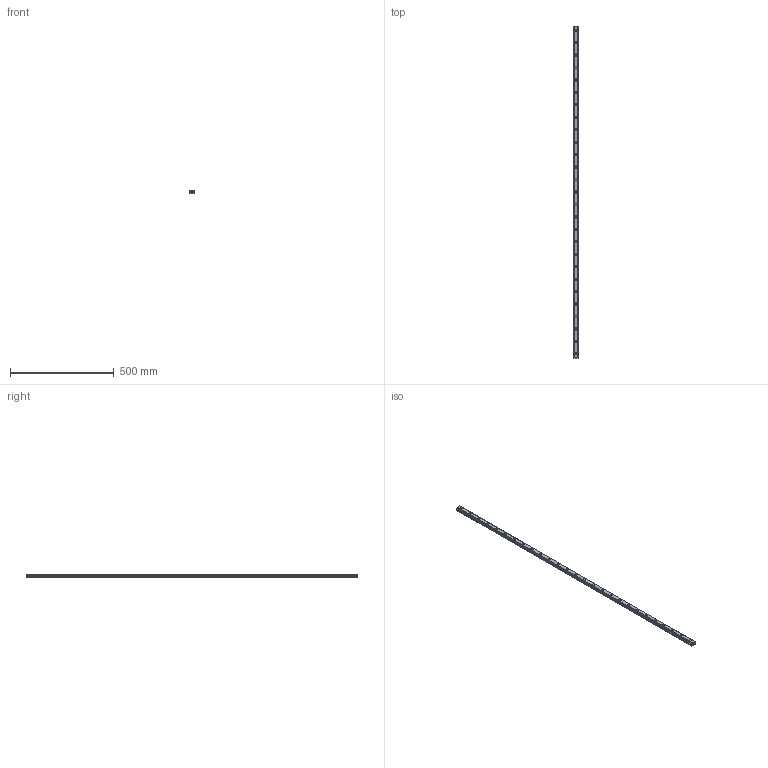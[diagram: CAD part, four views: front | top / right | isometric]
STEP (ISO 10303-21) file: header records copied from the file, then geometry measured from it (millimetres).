
FILE_DESCRIPTION(('STEP AP214'),'1');
FILE_NAME('cctmp_026FF8BA-B4DC-42C3-A2A1-529E43B81DD0_2021_02_09_15_46_41_0939..stp','2021-02-09T14:46:42',('HIWIN GmbH'),('CADClick - www.CADClick.com'),'Spatial InterOp 3D',' ','unknown authorization');
FILE_SCHEMA(('AUTOMOTIVE_DESIGN'));
Length unit declared in the file: millimetre
Products named in the file (1): EGR25R1600C_FILE
Bounding box: 23 x 1600 x 18 mm (x, y, z)
Volume: 549936.6 mm3; surface area: 149205.1 mm2
Topology: 1 solids, 1 shells, 429 faces, 1107 edges, 738 vertices
Faces by surface type: plane 247, cylinder 182
Entity records: 16817 total; most frequent: DIRECTION 2547, CARTESIAN_POINT 2275, ORIENTED_EDGE 2214, EDGE_CURVE 1107, AXIS2_PLACEMENT_3D 1010, VERTEX_POINT 738, LINE 527, VECTOR 527
